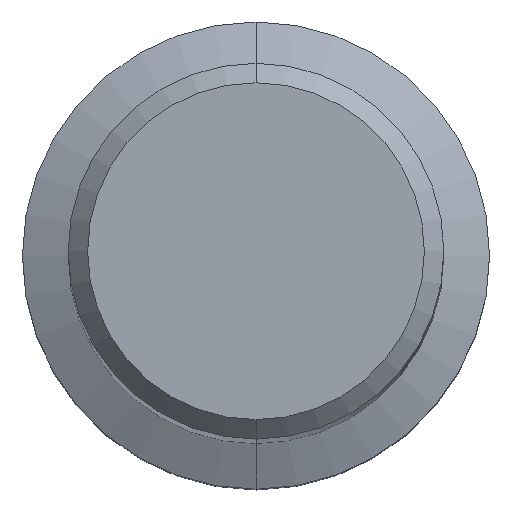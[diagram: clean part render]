
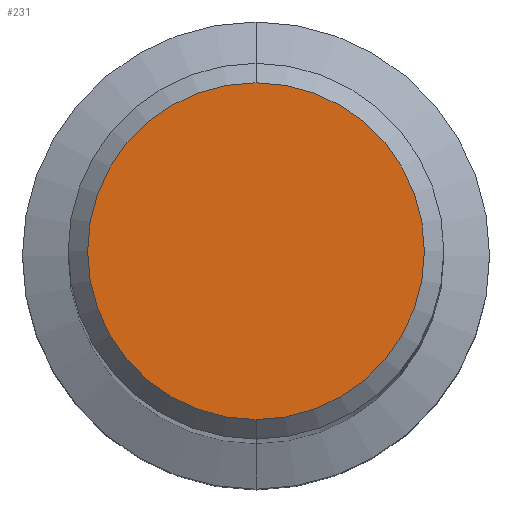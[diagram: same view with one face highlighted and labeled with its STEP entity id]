
A CAD part, top view. The second image highlights one B-rep face of the part: STEP entity #231.
In plain terms, the highlighted planar face has unit normal (0, 0, 1).
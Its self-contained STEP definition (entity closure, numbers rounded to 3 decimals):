
#231=ADVANCED_FACE('',(#590),#591,.T.);
#353=EDGE_CURVE('',#387,#527,#732,.T.);
#387=VERTEX_POINT('',#769);
#527=VERTEX_POINT('',#918);
#529=EDGE_CURVE('',#527,#387,#920,.T.);
#590=FACE_OUTER_BOUND('',#1028,.T.);
#591=PLANE('',#1029);
#732=CIRCLE('',#1263,8.65);
#769=CARTESIAN_POINT('',(0.,-8.65,0.0));
#918=CARTESIAN_POINT('',(0.0,8.65,0.0));
#920=CIRCLE('',#1697,8.65);
#1028=EDGE_LOOP('',(#1756,#1757));
#1029=AXIS2_PLACEMENT_3D('',#1758,#1759,#1760);
#1263=AXIS2_PLACEMENT_3D('',#1949,#1950,#1951);
#1697=AXIS2_PLACEMENT_3D('',#2125,#2126,#2127);
#1756=ORIENTED_EDGE('',*,*,#529,.F.);
#1757=ORIENTED_EDGE('',*,*,#353,.F.);
#1758=CARTESIAN_POINT('',(0.0,4.325,0.0));
#1759=DIRECTION('',(-0.0,0.0,1.0));
#1760=DIRECTION('',(0.0,-1.0,0.0));
#1949=CARTESIAN_POINT('',(0.0,0.0,0.0));
#1950=DIRECTION('',(0.0,0.0,-1.0));
#1951=DIRECTION('',(0.0,1.0,0.0));
#2125=CARTESIAN_POINT('',(0.0,0.0,0.0));
#2126=DIRECTION('',(0.0,0.0,-1.0));
#2127=DIRECTION('',(0.0,1.0,0.0));
